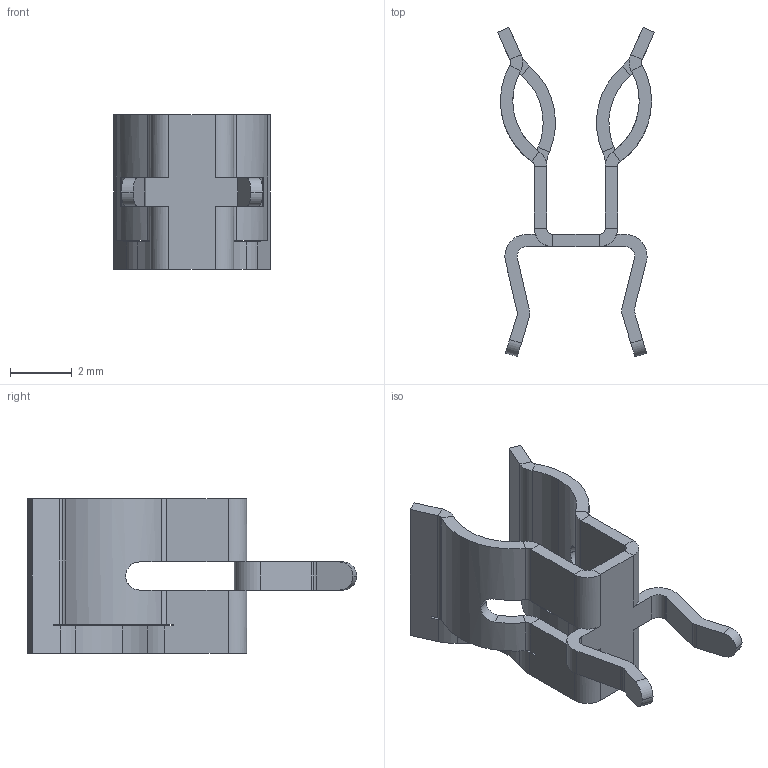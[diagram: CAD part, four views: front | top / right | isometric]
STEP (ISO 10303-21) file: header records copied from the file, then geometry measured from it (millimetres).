
FILE_DESCRIPTION (( 'STEP AP214' ), '1' );
FILE_NAME ('BK-6002.STEP', '2019-12-29T07:55:34', ( '' ), ( '' ), 'SwSTEP 2.0', 'SolidWorks 2017', '' );
FILE_SCHEMA (( 'AUTOMOTIVE_DESIGN' ));
Length unit declared in the file: millimetre
Products named in the file (1): BK-6002
Bounding box: 5.08 x 10.67 x 5 mm (x, y, z)
Volume: 33.4 mm3; surface area: 206 mm2
Topology: 1 solids, 1 shells, 162 faces, 396 edges, 228 vertices
Faces by surface type: plane 100, cylinder 58, bspline 4
Entity records: 4852 total; most frequent: CARTESIAN_POINT 969, DIRECTION 838, ORIENTED_EDGE 792, EDGE_CURVE 396, AXIS2_PLACEMENT_3D 291, VECTOR 256, LINE 256, VERTEX_POINT 228
